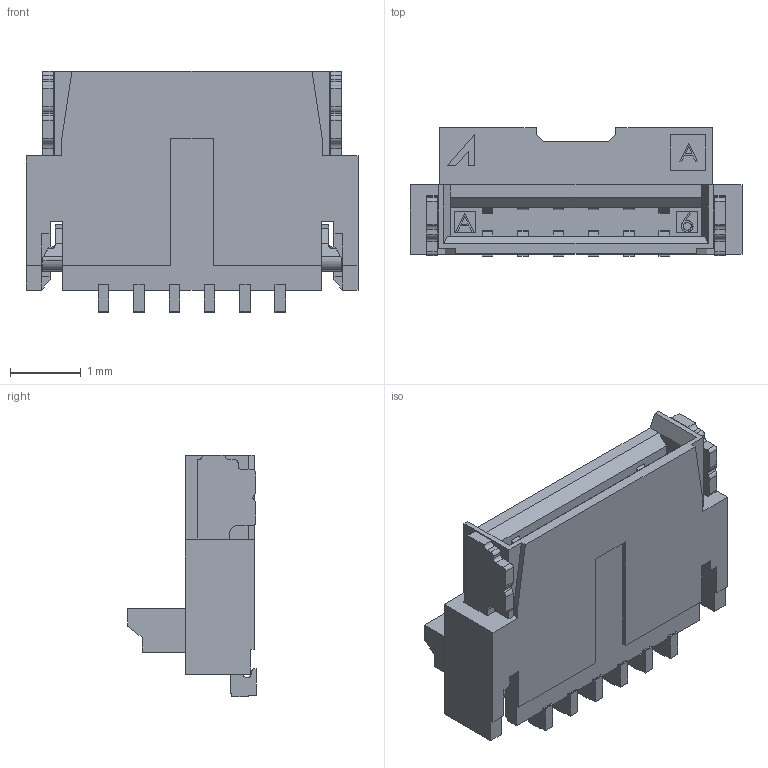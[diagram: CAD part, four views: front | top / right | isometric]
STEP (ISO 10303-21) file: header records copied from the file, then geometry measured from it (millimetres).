
FILE_DESCRIPTION((''),'2;1');
FILE_NAME('S-52519-004XX-XXX_ASM','2019-08-22T',('t01035'),(''),'PRO/ENGINEER BY PARAMETRIC TECHNOLOGY CORPORATION, 2010160','PRO/ENGINEER BY PARAMETRIC TECHNOLOGY CORPORATION, 2010160','');
FILE_SCHEMA(('CONFIG_CONTROL_DESIGN'));
Length unit declared in the file: millimetre
Products named in the file (20): ____-____8; 52519-004HXXX-XXX_L_ANY_ASM; ____-____4-1265; 525XX-004AXXX-XXX_L_ANY_ASM; ____-____4_2_; ____-____4_1_; ____-____5; ____-____3_4_-1270; ____-____4_3_; 52506-TXXX-XXX_ANY_ASM; ____-____4-1271; 52511-FXXX-XXX_ANY_ASM; ____-____3_4_-1205; ____-____3_2_; ____-____3_1_; ____-____3_3_; 52519-LXXX-XXX_190730_ANY_ASM; S-52519-004XX-XXX_REV-1_ANY_ASM; _S-52519-004XX-XXX; S-52519-004XX-XXX_ASM
Assembly tree (24 placements, depth 4):
  S-52519-004XX-XXX_ASM
    S-52519-004XX-XXX_REV-1_ANY_ASM
      52519-004HXXX-XXX_L_ANY_ASM
        ____-____8
      525XX-004AXXX-XXX_L_ANY_ASM
        ____-____4-1265
      52506-TXXX-XXX_ANY_ASM  x4
        ____-____4_2_
        ____-____4_1_
        ____-____5
        ____-____3_4_-1270
        ____-____4_3_
      52511-FXXX-XXX_ANY_ASM  x2
        ____-____4-1271
      52519-LXXX-XXX_190730_ANY_ASM  x2
        ____-____3_4_-1205
        ____-____3_2_
        ____-____3_1_
        ____-____3_3_
    _S-52519-004XX-XXX
Bounding box: 4.7 x 1.81 x 3.42 mm (x, y, z)
Volume: 11.2 mm3; surface area: 84.1 mm2
Topology: 32 solids, 32 shells, 602 faces, 1561 edges, 1033 vertices
Faces by surface type: plane 450, cylinder 139, extrusion 9, torus 4
Entity records: 11652 total; most frequent: CARTESIAN_POINT 2421, ORIENTED_EDGE 1844, DIRECTION 1836, EDGE_CURVE 922, VECTOR 782, LINE 773, VERTEX_POINT 607, AXIS2_PLACEMENT_3D 527
